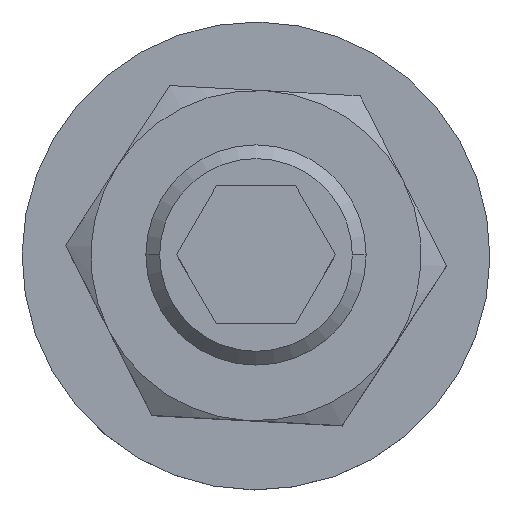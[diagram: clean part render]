
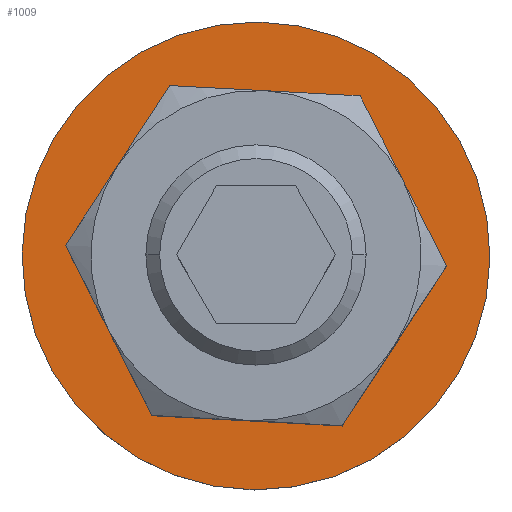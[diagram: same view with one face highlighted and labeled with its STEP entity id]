
A CAD part, top view. The second image highlights one B-rep face of the part: STEP entity #1009.
In plain terms, the highlighted face is planar.
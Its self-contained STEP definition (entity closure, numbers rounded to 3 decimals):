
#109 = DIRECTION ( 'NONE',  ( 0., 1., 0. ) ) ;
#117 = CARTESIAN_POINT ( 'NONE',  ( 8.5, -3., 0. ) ) ;
#121 = CIRCLE ( 'NONE', #1731, 8.5 ) ;
#146 = EDGE_LOOP ( 'NONE', ( #1201, #308 ) ) ;
#184 = CIRCLE ( 'NONE', #421, 17. ) ;
#250 = DIRECTION ( 'NONE',  ( 0., 1., 0. ) ) ;
#262 = DIRECTION ( 'NONE',  ( 0., 0., 1. ) ) ;
#308 = ORIENTED_EDGE ( 'NONE', *, *, #1326, .F. ) ;
#309 = DIRECTION ( 'NONE',  ( 0., 1., 0. ) ) ;
#382 = EDGE_CURVE ( 'NONE', #720, #1138, #121, .T. ) ;
#401 = DIRECTION ( 'NONE',  ( 0., 0., 1. ) ) ;
#421 = AXIS2_PLACEMENT_3D ( 'NONE', #1407, #250, #262 ) ;
#472 = ORIENTED_EDGE ( 'NONE', *, *, #382, .T. ) ;
#553 = AXIS2_PLACEMENT_3D ( 'NONE', #1397, #109, #401 ) ;
#579 = AXIS2_PLACEMENT_3D ( 'NONE', #117, #1669, #654 ) ;
#583 = CIRCLE ( 'NONE', #553, 17. ) ;
#654 = DIRECTION ( 'NONE',  ( 0., 0., 1. ) ) ;
#657 = DIRECTION ( 'NONE',  ( 0., 1., 0. ) ) ;
#671 = CARTESIAN_POINT ( 'NONE',  ( 0., -3., 17. ) ) ;
#720 = VERTEX_POINT ( 'NONE', #1221 ) ;
#814 = PLANE ( 'NONE',  #579 ) ;
#903 = ORIENTED_EDGE ( 'NONE', *, *, #1260, .T. ) ;
#927 = CARTESIAN_POINT ( 'NONE',  ( 0., -3., -17. ) ) ;
#933 = VERTEX_POINT ( 'NONE', #671 ) ;
#1009 = ADVANCED_FACE ( 'NONE', ( #1536, #1345 ), #814, .F. ) ;
#1065 = AXIS2_PLACEMENT_3D ( 'NONE', #1507, #657, #1180 ) ;
#1138 = VERTEX_POINT ( 'NONE', #1702 ) ;
#1152 = CIRCLE ( 'NONE', #1065, 8.5 ) ;
#1180 = DIRECTION ( 'NONE',  ( 0., 0., 1. ) ) ;
#1201 = ORIENTED_EDGE ( 'NONE', *, *, #1398, .F. ) ;
#1221 = CARTESIAN_POINT ( 'NONE',  ( 0., -3., -8.5 ) ) ;
#1260 = EDGE_CURVE ( 'NONE', #1138, #720, #1152, .T. ) ;
#1326 = EDGE_CURVE ( 'NONE', #1544, #933, #583, .T. ) ;
#1345 = FACE_BOUND ( 'NONE', #1477, .T. ) ;
#1397 = CARTESIAN_POINT ( 'NONE',  ( 0., -3., 0. ) ) ;
#1398 = EDGE_CURVE ( 'NONE', #933, #1544, #184, .T. ) ;
#1407 = CARTESIAN_POINT ( 'NONE',  ( 0., -3., 0. ) ) ;
#1477 = EDGE_LOOP ( 'NONE', ( #903, #472 ) ) ;
#1507 = CARTESIAN_POINT ( 'NONE',  ( 0., -3., 0. ) ) ;
#1536 = FACE_OUTER_BOUND ( 'NONE', #146, .T. ) ;
#1544 = VERTEX_POINT ( 'NONE', #927 ) ;
#1669 = DIRECTION ( 'NONE',  ( 0., 1., 0. ) ) ;
#1702 = CARTESIAN_POINT ( 'NONE',  ( 0., -3., 8.5 ) ) ;
#1731 = AXIS2_PLACEMENT_3D ( 'NONE', #1779, #309, #1791 ) ;
#1779 = CARTESIAN_POINT ( 'NONE',  ( 0., -3., 0. ) ) ;
#1791 = DIRECTION ( 'NONE',  ( 0., 0., 1. ) ) ;
